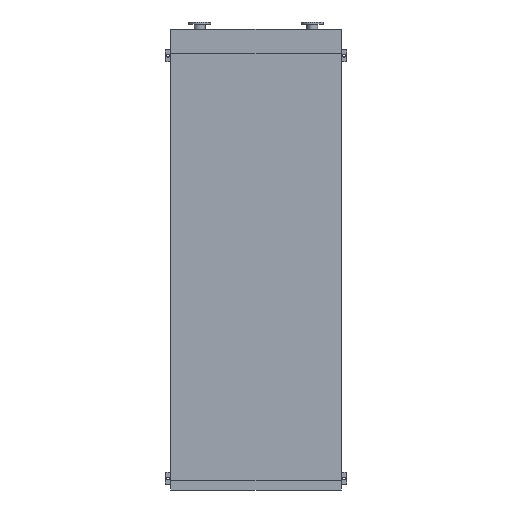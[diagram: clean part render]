
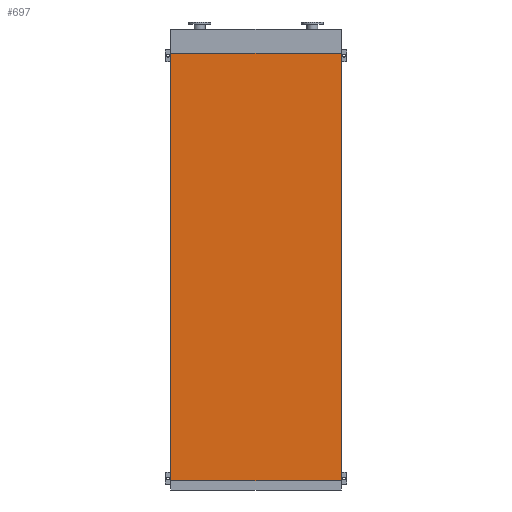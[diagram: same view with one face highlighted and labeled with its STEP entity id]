
A CAD part, front view. The second image highlights one B-rep face of the part: STEP entity #697.
In plain terms, the highlighted planar face has unit normal (0, -1, 0).
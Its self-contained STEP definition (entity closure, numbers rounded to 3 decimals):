
#29 = CARTESIAN_POINT ( 'NONE',  ( -845., 0., -4250. ) ) ;
#190 = VERTEX_POINT ( 'NONE', #29 ) ;
#294 = VECTOR ( 'NONE', #10569, 1000. ) ;
#297 = DIRECTION ( 'NONE',  ( 1., 0., 0. ) ) ;
#697 = ADVANCED_FACE ( 'NONE', ( #2584 ), #3842, .T. ) ;
#1041 = EDGE_CURVE ( 'NONE', #5770, #6487, #15442, .T. ) ;
#2003 = CARTESIAN_POINT ( 'NONE',  ( 845., 0., 0. ) ) ;
#2227 = CARTESIAN_POINT ( 'NONE',  ( -845., 0., 0. ) ) ;
#2301 = CARTESIAN_POINT ( 'NONE',  ( -845., 0., -4250. ) ) ;
#2584 = FACE_OUTER_BOUND ( 'NONE', #18285, .T. ) ;
#2896 = LINE ( 'NONE', #16080, #6927 ) ;
#3749 = VERTEX_POINT ( 'NONE', #10398 ) ;
#3842 = PLANE ( 'NONE',  #9438 ) ;
#4263 = DIRECTION ( 'NONE',  ( 0., 0., 1. ) ) ;
#4661 = VECTOR ( 'NONE', #5124, 1000. ) ;
#5124 = DIRECTION ( 'NONE',  ( 1., 0., 0. ) ) ;
#5770 = VERTEX_POINT ( 'NONE', #2227 ) ;
#5841 = ORIENTED_EDGE ( 'NONE', *, *, #1041, .F. ) ;
#6487 = VERTEX_POINT ( 'NONE', #2003 ) ;
#6876 = DIRECTION ( 'NONE',  ( 0., 0., -1. ) ) ;
#6927 = VECTOR ( 'NONE', #297, 1000. ) ;
#7607 = EDGE_CURVE ( 'NONE', #3749, #6487, #12541, .T. ) ;
#9438 = AXIS2_PLACEMENT_3D ( 'NONE', #2301, #15140, #6876 ) ;
#10398 = CARTESIAN_POINT ( 'NONE',  ( 845., 0., -4250. ) ) ;
#10563 = VECTOR ( 'NONE', #4263, 1000. ) ;
#10569 = DIRECTION ( 'NONE',  ( 0., 0., 1. ) ) ;
#11542 = CARTESIAN_POINT ( 'NONE',  ( -845., 0., -4250. ) ) ;
#11893 = CARTESIAN_POINT ( 'NONE',  ( 845., 0., -4250. ) ) ;
#12541 = LINE ( 'NONE', #11893, #294 ) ;
#13628 = CARTESIAN_POINT ( 'NONE',  ( -845., 0., 0. ) ) ;
#14702 = EDGE_CURVE ( 'NONE', #190, #5770, #16783, .T. ) ;
#15053 = ORIENTED_EDGE ( 'NONE', *, *, #7607, .T. ) ;
#15136 = EDGE_CURVE ( 'NONE', #190, #3749, #2896, .T. ) ;
#15140 = DIRECTION ( 'NONE',  ( 0., -1., 0. ) ) ;
#15442 = LINE ( 'NONE', #13628, #4661 ) ;
#16080 = CARTESIAN_POINT ( 'NONE',  ( -845., 0., -4250. ) ) ;
#16783 = LINE ( 'NONE', #11542, #10563 ) ;
#16907 = ORIENTED_EDGE ( 'NONE', *, *, #14702, .F. ) ;
#17322 = ORIENTED_EDGE ( 'NONE', *, *, #15136, .T. ) ;
#18285 = EDGE_LOOP ( 'NONE', ( #5841, #16907, #17322, #15053 ) ) ;
